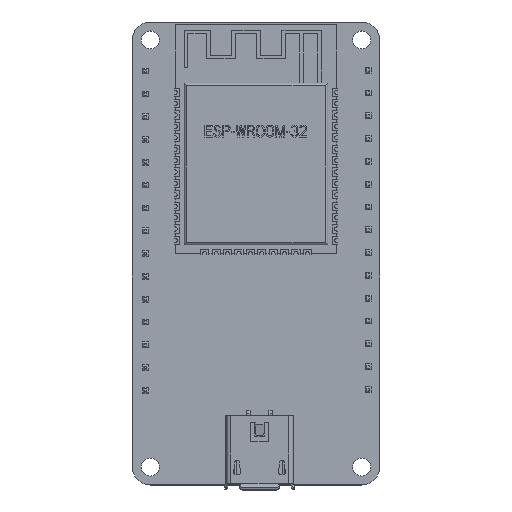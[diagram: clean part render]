
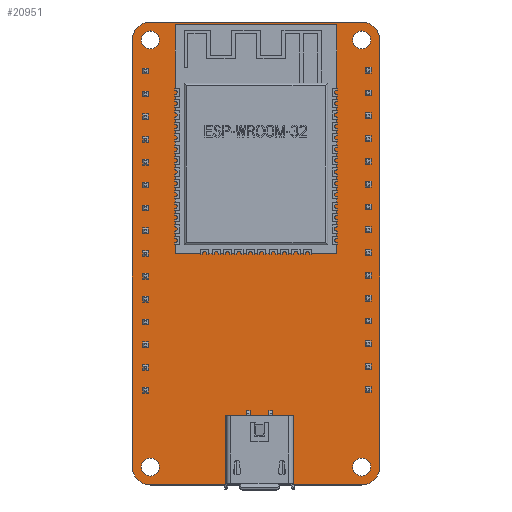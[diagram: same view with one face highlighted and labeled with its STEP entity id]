
A CAD part, top view. The second image highlights one B-rep face of the part: STEP entity #20951.
In plain terms, the highlighted planar face has unit normal (0, 0, 1).
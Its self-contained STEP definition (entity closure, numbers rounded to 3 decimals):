
#20542 = VERTEX_POINT('',#20543);
#20543 = CARTESIAN_POINT('',(-9.957,-20.501,1.6));
#20549 = EDGE_CURVE('',#20542,#20550,#20552,.T.);
#20550 = VERTEX_POINT('',#20551);
#20551 = CARTESIAN_POINT('',(-9.957,27.072,1.6));
#20552 = LINE('',#20553,#20554);
#20553 = CARTESIAN_POINT('',(-9.957,-20.501,1.6));
#20554 = VECTOR('',#20555,1.);
#20555 = DIRECTION('',(0.,1.,0.));
#20582 = VERTEX_POINT('',#20583);
#20583 = CARTESIAN_POINT('',(-7.957,29.072,1.6));
#20589 = EDGE_CURVE('',#20582,#20550,#20590,.T.);
#20590 = CIRCLE('',#20591,2.);
#20591 = AXIS2_PLACEMENT_3D('',#20592,#20593,#20594);
#20592 = CARTESIAN_POINT('',(-7.957,27.072,1.6));
#20593 = DIRECTION('',(0.,0.,1.));
#20594 = DIRECTION('',(1.,0.,0.));
#20613 = EDGE_CURVE('',#20582,#20614,#20616,.T.);
#20614 = VERTEX_POINT('',#20615);
#20615 = CARTESIAN_POINT('',(15.572,29.072,1.6));
#20616 = LINE('',#20617,#20618);
#20617 = CARTESIAN_POINT('',(-7.957,29.072,1.6));
#20618 = VECTOR('',#20619,1.);
#20619 = DIRECTION('',(1.,0.,0.));
#20646 = VERTEX_POINT('',#20647);
#20647 = CARTESIAN_POINT('',(17.572,27.072,1.6));
#20653 = EDGE_CURVE('',#20646,#20614,#20654,.T.);
#20654 = CIRCLE('',#20655,2.);
#20655 = AXIS2_PLACEMENT_3D('',#20656,#20657,#20658);
#20656 = CARTESIAN_POINT('',(15.572,27.072,1.6));
#20657 = DIRECTION('',(0.,0.,1.));
#20658 = DIRECTION('',(1.,0.,0.));
#20677 = EDGE_CURVE('',#20646,#20678,#20680,.T.);
#20678 = VERTEX_POINT('',#20679);
#20679 = CARTESIAN_POINT('',(17.572,-20.501,1.6));
#20680 = LINE('',#20681,#20682);
#20681 = CARTESIAN_POINT('',(17.572,27.072,1.6));
#20682 = VECTOR('',#20683,1.);
#20683 = DIRECTION('',(0.,-1.,0.));
#20710 = VERTEX_POINT('',#20711);
#20711 = CARTESIAN_POINT('',(15.572,-22.501,1.6));
#20717 = EDGE_CURVE('',#20710,#20678,#20718,.T.);
#20718 = CIRCLE('',#20719,2.);
#20719 = AXIS2_PLACEMENT_3D('',#20720,#20721,#20722);
#20720 = CARTESIAN_POINT('',(15.572,-20.501,1.6));
#20721 = DIRECTION('',(0.,0.,1.));
#20722 = DIRECTION('',(1.,0.,0.));
#20741 = EDGE_CURVE('',#20710,#20742,#20744,.T.);
#20742 = VERTEX_POINT('',#20743);
#20743 = CARTESIAN_POINT('',(-7.957,-22.501,1.6));
#20744 = LINE('',#20745,#20746);
#20745 = CARTESIAN_POINT('',(15.572,-22.501,1.6));
#20746 = VECTOR('',#20747,1.);
#20747 = DIRECTION('',(-1.,0.,0.));
#20772 = EDGE_CURVE('',#20542,#20742,#20773,.T.);
#20773 = CIRCLE('',#20774,2.);
#20774 = AXIS2_PLACEMENT_3D('',#20775,#20776,#20777);
#20775 = CARTESIAN_POINT('',(-7.957,-20.501,1.6));
#20776 = DIRECTION('',(0.,0.,1.));
#20777 = DIRECTION('',(1.,0.,0.));
#20798 = VERTEX_POINT('',#20799);
#20799 = CARTESIAN_POINT('',(-6.957,-20.501,1.6));
#20805 = EDGE_CURVE('',#20798,#20798,#20806,.T.);
#20806 = CIRCLE('',#20807,1.);
#20807 = AXIS2_PLACEMENT_3D('',#20808,#20809,#20810);
#20808 = CARTESIAN_POINT('',(-7.957,-20.501,1.6));
#20809 = DIRECTION('',(0.,0.,1.));
#20810 = DIRECTION('',(1.,0.,0.));
#20831 = VERTEX_POINT('',#20832);
#20832 = CARTESIAN_POINT('',(16.572,-20.501,1.6));
#20838 = EDGE_CURVE('',#20831,#20831,#20839,.T.);
#20839 = CIRCLE('',#20840,1.);
#20840 = AXIS2_PLACEMENT_3D('',#20841,#20842,#20843);
#20841 = CARTESIAN_POINT('',(15.572,-20.501,1.6));
#20842 = DIRECTION('',(0.,0.,1.));
#20843 = DIRECTION('',(1.,0.,0.));
#20864 = VERTEX_POINT('',#20865);
#20865 = CARTESIAN_POINT('',(16.572,27.072,1.6));
#20871 = EDGE_CURVE('',#20864,#20864,#20872,.T.);
#20872 = CIRCLE('',#20873,1.);
#20873 = AXIS2_PLACEMENT_3D('',#20874,#20875,#20876);
#20874 = CARTESIAN_POINT('',(15.572,27.072,1.6));
#20875 = DIRECTION('',(0.,0.,1.));
#20876 = DIRECTION('',(1.,0.,0.));
#20897 = VERTEX_POINT('',#20898);
#20898 = CARTESIAN_POINT('',(-6.957,27.072,1.6));
#20904 = EDGE_CURVE('',#20897,#20897,#20905,.T.);
#20905 = CIRCLE('',#20906,1.);
#20906 = AXIS2_PLACEMENT_3D('',#20907,#20908,#20909);
#20907 = CARTESIAN_POINT('',(-7.957,27.072,1.6));
#20908 = DIRECTION('',(0.,0.,1.));
#20909 = DIRECTION('',(1.,0.,0.));
#20951 = ADVANCED_FACE('',(#20952,#20962,#20965,#20968,#20971),#20974,
  .T.);
#20952 = FACE_BOUND('',#20953,.F.);
#20953 = EDGE_LOOP('',(#20954,#20955,#20956,#20957,#20958,#20959,#20960,
    #20961));
#20954 = ORIENTED_EDGE('',*,*,#20549,.T.);
#20955 = ORIENTED_EDGE('',*,*,#20589,.F.);
#20956 = ORIENTED_EDGE('',*,*,#20613,.T.);
#20957 = ORIENTED_EDGE('',*,*,#20653,.F.);
#20958 = ORIENTED_EDGE('',*,*,#20677,.T.);
#20959 = ORIENTED_EDGE('',*,*,#20717,.F.);
#20960 = ORIENTED_EDGE('',*,*,#20741,.T.);
#20961 = ORIENTED_EDGE('',*,*,#20772,.F.);
#20962 = FACE_BOUND('',#20963,.F.);
#20963 = EDGE_LOOP('',(#20964));
#20964 = ORIENTED_EDGE('',*,*,#20805,.T.);
#20965 = FACE_BOUND('',#20966,.F.);
#20966 = EDGE_LOOP('',(#20967));
#20967 = ORIENTED_EDGE('',*,*,#20838,.T.);
#20968 = FACE_BOUND('',#20969,.F.);
#20969 = EDGE_LOOP('',(#20970));
#20970 = ORIENTED_EDGE('',*,*,#20871,.T.);
#20971 = FACE_BOUND('',#20972,.F.);
#20972 = EDGE_LOOP('',(#20973));
#20973 = ORIENTED_EDGE('',*,*,#20904,.T.);
#20974 = PLANE('',#20975);
#20975 = AXIS2_PLACEMENT_3D('',#20976,#20977,#20978);
#20976 = CARTESIAN_POINT('',(3.807,3.286,1.6));
#20977 = DIRECTION('',(0.,0.,1.));
#20978 = DIRECTION('',(1.,0.,-0.));
